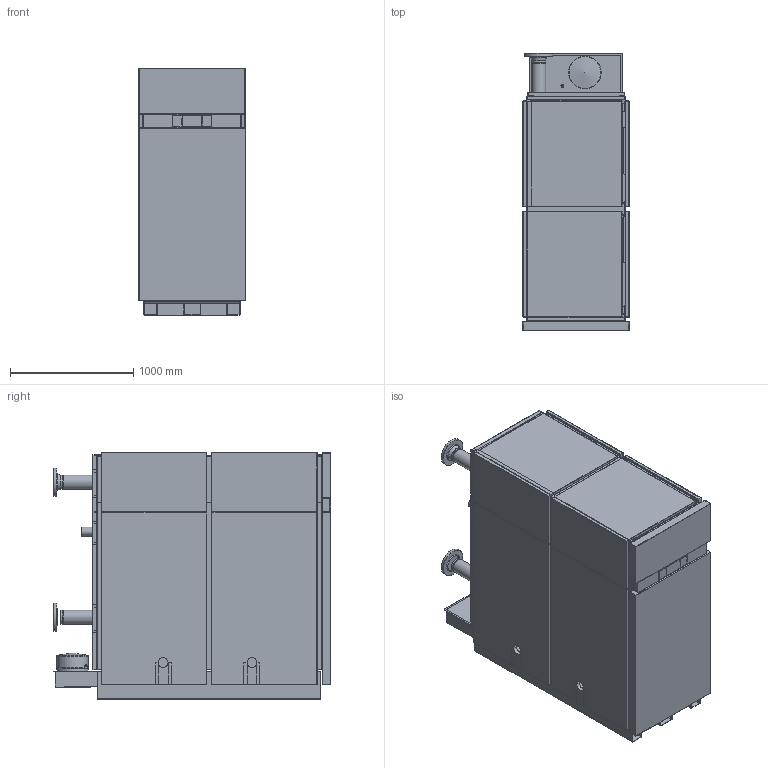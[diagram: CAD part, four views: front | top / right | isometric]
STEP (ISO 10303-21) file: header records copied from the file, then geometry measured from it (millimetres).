
FILE_DESCRIPTION(/* description */ (''),/* implementation_level */ '2;1');
FILE_NAME(/* name */ 'Vitocrossal 300 CA3B-2.5.stp',/* time_stamp */ '2021-01-11T12:48:08-05:00',/* author */ ('pfid'),/* organization */ (''),/* preprocessor_version */ 'ST-DEVELOPER v18',/* originating_system */ 'Autodesk Inventor 2020',/* authorisation */ '');
FILE_SCHEMA (('AUTOMOTIVE_DESIGN { 1 0 10303 214 3 1 1 }'));
Products named in the file (1): Vitocrossal 300 CA3B-3.0 SF-Installation Fittings_Substitute_1
Bounding box: 861 x 2248.35 x 2000 mm (x, y, z)
Surface area: 37884276.4 mm2 (no closed solid volume)
Topology: 0 solids, 144 shells, 1168 faces, 5469 edges, 4336 vertices
Faces by surface type: plane 694, cylinder 402, bspline 34, torus 17, cone 14, sphere 7
Full cylindrical faces by diameter (mm): 73 x1, 114.3 x4, 157.2 x2, 228.6 x2, 258 x2
Entity records: 57120 total; most frequent: CARTESIAN_POINT 12590, DIRECTION 9169, ORIENTED_EDGE 7390, EDGE_CURVE 5468, VERTEX_POINT 4336, LINE 3831, VECTOR 3831, AXIS2_PLACEMENT_3D 2669
